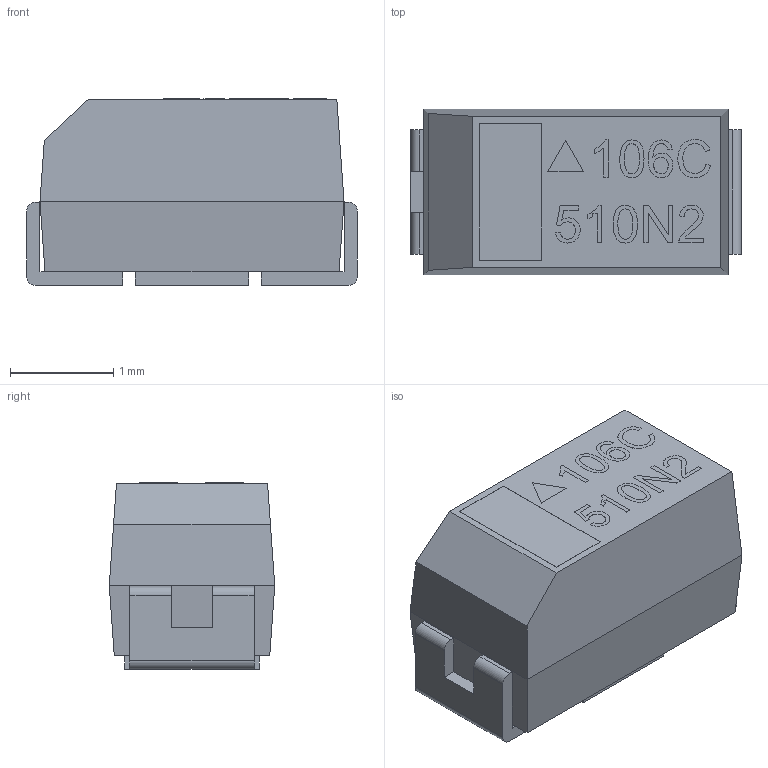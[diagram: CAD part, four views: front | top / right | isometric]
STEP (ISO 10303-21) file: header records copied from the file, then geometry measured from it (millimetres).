
FILE_DESCRIPTION(/* description */ (''),/* implementation_level */ '2;1');
FILE_NAME(/* name */ 'CP_EIA-3216-18_Kemet-A v3.step',/* time_stamp */ '2019-02-03T11:34:45+07:00',/* author */ ('boy9x0'),/* organization */ (''),/* preprocessor_version */ 'ST-DEVELOPER v17.2',/* originating_system */ 'Autodesk Translation Framework v7.6.0.251',/* authorisation */ '');
FILE_SCHEMA (('AUTOMOTIVE_DESIGN { 1 0 10303 214 3 1 1 }'));
Length unit declared in the file: millimetre
Products named in the file (2): CP_EIA-3216-18_Kemet-A; Text
Assembly tree (1 placements, depth 2):
  CP_EIA-3216-18_Kemet-A
    Text
Bounding box: 3.2 x 1.6 x 1.8 mm (x, y, z)
Volume: 8 mm3; surface area: 30.2 mm2
Topology: 11 solids, 11 shells, 234 faces, 626 edges, 416 vertices
Faces by surface type: bspline 128, plane 101, cylinder 5
Entity records: 8814 total; most frequent: CARTESIAN_POINT 3712, ORIENTED_EDGE 1252, EDGE_CURVE 626, DIRECTION 597, VERTEX_POINT 416, LINE 359, VECTOR 359, B_SPLINE_CURVE_WITH_KNOTS 257
